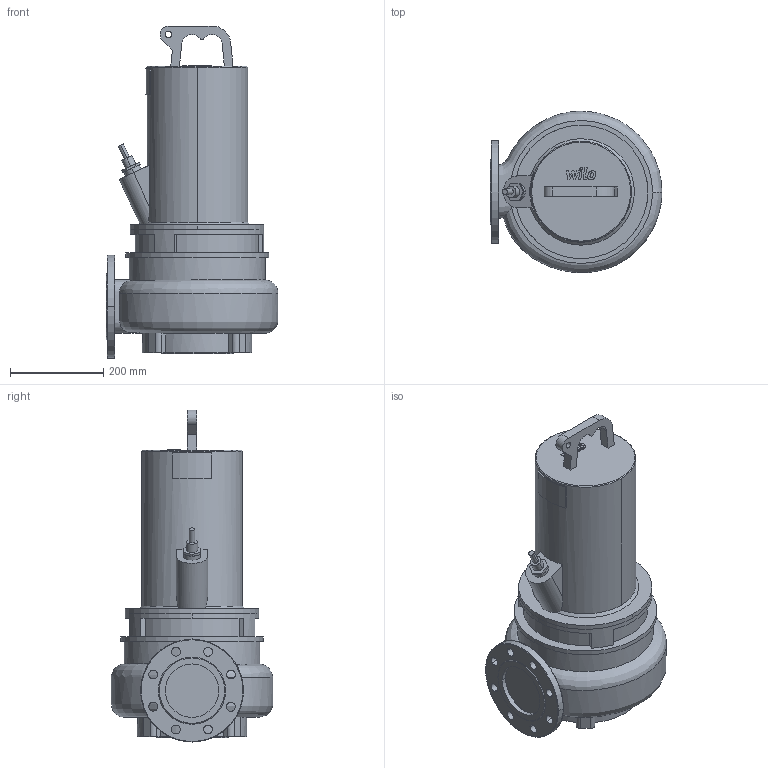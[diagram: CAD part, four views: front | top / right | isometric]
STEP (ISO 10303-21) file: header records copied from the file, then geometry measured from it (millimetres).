
FILE_DESCRIPTION((''),'2;1');
FILE_NAME('3d_PROC10DA-516_EAD0X4-T0035-540-O-6076771.stp','2016-08-05T07:42:40',(''),(''),'Mechanical Desktop 2009','Mechanical Desktop 2009',', , ');
FILE_SCHEMA(('CONFIG_CONTROL_DESIGN'));
Length unit declared in the file: millimetre
Products named in the file (1): Product
Bounding box: 368 x 345.82 x 711 mm (x, y, z)
Volume: 33514029.7 mm3; surface area: 958150.5 mm2
Topology: 7 solids, 7 shells, 192 faces, 497 edges, 329 vertices
Faces by surface type: bspline 89, plane 60, cylinder 40, cone 3
Full cylindrical faces by diameter (mm): 291 x1
Entity records: 11345 total; most frequent: CARTESIAN_POINT 6839, ORIENTED_EDGE 994, DIRECTION 761, EDGE_CURVE 497, VERTEX_POINT 329, VECTOR 263, LINE 263, AXIS2_PLACEMENT_3D 249
